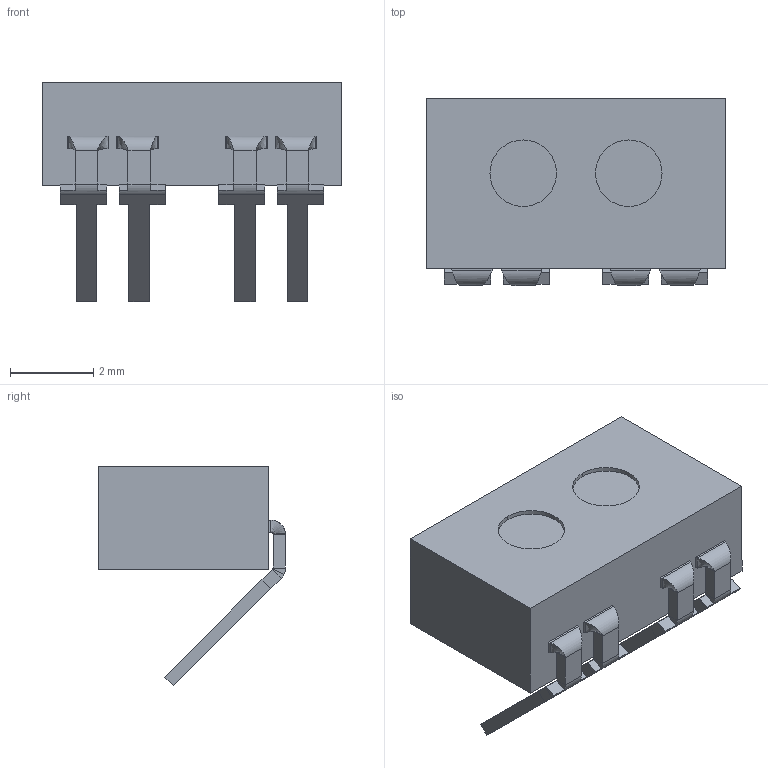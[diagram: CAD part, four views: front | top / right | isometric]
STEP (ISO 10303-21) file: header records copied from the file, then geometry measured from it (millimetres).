
FILE_DESCRIPTION (( 'STEP AP214' ), '1' );
FILE_NAME ('TCRT1000-45.STEP', '2011-12-02T22:50:22', ( '' ), ( '' ), 'SwSTEP 2.0', 'SolidWorks 2011', '' );
FILE_SCHEMA (( 'AUTOMOTIVE_DESIGN' ));
Length unit declared in the file: millimetre
Products named in the file (1): TCRT1000-45
Bounding box: 7.2 x 4.5 x 5.29 mm (x, y, z)
Volume: 76.9 mm3; surface area: 152.7 mm2
Topology: 1 solids, 1 shells, 136 faces, 320 edges, 192 vertices
Faces by surface type: plane 108, cylinder 20, bspline 8
Entity records: 4724 total; most frequent: CARTESIAN_POINT 825, ORIENTED_EDGE 640, DIRECTION 602, EDGE_CURVE 320, VECTOR 232, LINE 232, VERTEX_POINT 192, AXIS2_PLACEMENT_3D 185
